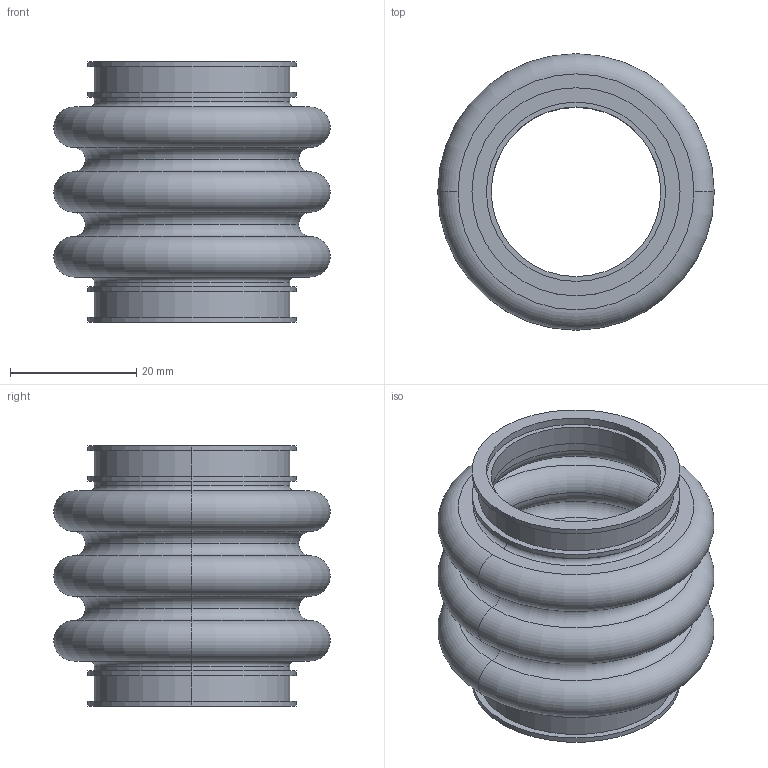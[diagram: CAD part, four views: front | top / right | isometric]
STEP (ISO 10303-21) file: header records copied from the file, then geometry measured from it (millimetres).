
FILE_DESCRIPTION (( 'STEP AP214' ), '1' );
FILE_NAME ('1125 BOOT-SL.STEP', '2018-06-12T20:34:50', ( 'rick' ), ( 'Hewlett-Packard Company' ), 'SwSTEP 2.0', 'SolidWorks 2017', '' );
FILE_SCHEMA (( 'AUTOMOTIVE_DESIGN' ));
Length unit declared in the file: inch
Products named in the file (1): 1125 BOOT-SL
Bounding box: 43.87 x 43.87 x 41.27 mm (x, y, z)
Volume: 9562 mm3; surface area: 15198 mm2
Topology: 1 solids, 1 shells, 80 faces, 160 edges, 96 vertices
Faces by surface type: torus 36, cylinder 28, plane 16
Entity records: 3204 total; most frequent: DIRECTION 454, CARTESIAN_POINT 337, ORIENTED_EDGE 320, AXIS2_PLACEMENT_3D 213, EDGE_CURVE 160, CIRCLE 132, VERTEX_POINT 96, EDGE_LOOP 96
